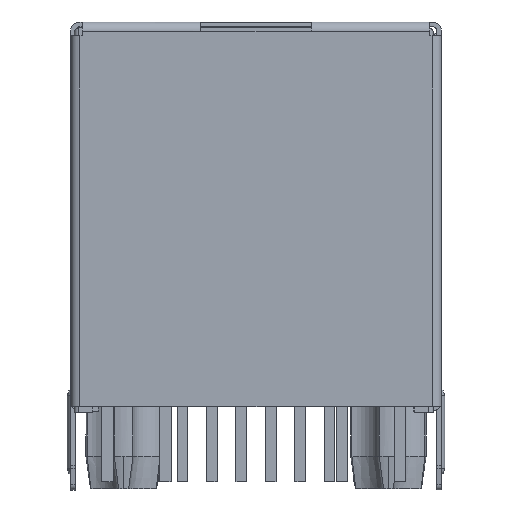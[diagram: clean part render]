
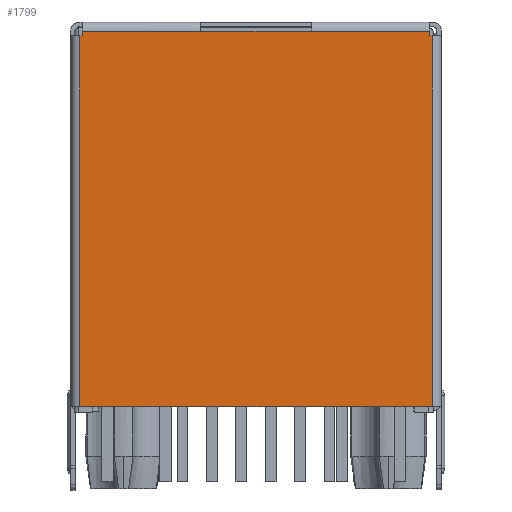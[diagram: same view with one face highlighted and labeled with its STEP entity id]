
A CAD part, front view. The second image highlights one B-rep face of the part: STEP entity #1799.
In plain terms, the highlighted planar face has unit normal (0, -1, 0).
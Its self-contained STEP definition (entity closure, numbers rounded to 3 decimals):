
#143 = VERTEX_POINT('',#144);
#144 = CARTESIAN_POINT('',(11.95,-13.08,16.25
    ));
#177 = VERTEX_POINT('',#178);
#178 = CARTESIAN_POINT('',(11.95,-13.08,16.45)
  );
#187 = EDGE_CURVE('',#143,#177,#188,.T.);
#188 = LINE('',#189,#190);
#189 = CARTESIAN_POINT('',(11.95,-13.08,16.45));
#190 = VECTOR('',#191,1.);
#191 = DIRECTION('',(0.,0.,1.));
#201 = EDGE_CURVE('',#202,#143,#204,.T.);
#202 = VERTEX_POINT('',#203);
#203 = CARTESIAN_POINT('',(12.05,-13.08,16.25
    ));
#204 = LINE('',#205,#206);
#205 = CARTESIAN_POINT('',(12.05,-13.08,16.25));
#206 = VECTOR('',#207,1.);
#207 = DIRECTION('',(-1.,0.,-0.));
#289 = VERTEX_POINT('',#290);
#290 = CARTESIAN_POINT('',(-3.15,-13.08,
    0.25));
#357 = VERTEX_POINT('',#358);
#358 = CARTESIAN_POINT('',(12.05,-13.08,0.25)
  );
#367 = EDGE_CURVE('',#357,#289,#368,.T.);
#368 = LINE('',#369,#370);
#369 = CARTESIAN_POINT('',(12.45,-13.08,0.25));
#370 = VECTOR('',#371,1.);
#371 = DIRECTION('',(-1.,0.,0.));
#417 = VERTEX_POINT('',#418);
#418 = CARTESIAN_POINT('',(-3.15,-13.08,
    16.25));
#427 = EDGE_CURVE('',#417,#428,#430,.T.);
#428 = VERTEX_POINT('',#429);
#429 = CARTESIAN_POINT('',(-3.05,-13.08,16.25
    ));
#430 = LINE('',#431,#432);
#431 = CARTESIAN_POINT('',(-3.55,-13.08,16.25));
#432 = VECTOR('',#433,1.);
#433 = DIRECTION('',(1.,0.,0.));
#468 = VERTEX_POINT('',#469);
#469 = CARTESIAN_POINT('',(-3.05,-13.08,16.45
    ));
#511 = EDGE_CURVE('',#468,#428,#512,.T.);
#512 = LINE('',#513,#514);
#513 = CARTESIAN_POINT('',(-3.05,-13.08,16.25));
#514 = VECTOR('',#515,1.);
#515 = DIRECTION('',(-0.,0.,-1.));
#551 = VERTEX_POINT('',#552);
#552 = CARTESIAN_POINT('',(2.065,-13.08,16.45)
  );
#558 = EDGE_CURVE('',#551,#559,#561,.T.);
#559 = VERTEX_POINT('',#560);
#560 = CARTESIAN_POINT('',(6.835,-13.08,16.45
    ));
#561 = LINE('',#562,#563);
#562 = CARTESIAN_POINT('',(2.065,-13.08,16.45));
#563 = VECTOR('',#564,1.);
#564 = DIRECTION('',(1.,0.,0.));
#1799 = ADVANCED_FACE('',(#1800),#1835,.T.);
#1800 = FACE_BOUND('',#1801,.T.);
#1801 = EDGE_LOOP('',(#1802,#1809,#1810,#1817,#1818,#1819,#1825,#1826,
    #1833,#1834));
#1802 = ORIENTED_EDGE('',*,*,#1803,.T.);
#1803 = EDGE_CURVE('',#177,#559,#1804,.T.);
#1804 = B_SPLINE_CURVE_WITH_KNOTS('',3,(#1805,#1806,#1807,#1808),
  .UNSPECIFIED.,.F.,.F.,(4,4),(0.,1.),.PIECEWISE_BEZIER_KNOTS.);
#1805 = CARTESIAN_POINT('',(11.95,-13.08,16.45
    ));
#1806 = CARTESIAN_POINT('',(10.245,-13.08,
    16.45));
#1807 = CARTESIAN_POINT('',(8.54,-13.08,16.45
    ));
#1808 = CARTESIAN_POINT('',(6.835,-13.08,
    16.45));
#1809 = ORIENTED_EDGE('',*,*,#558,.F.);
#1810 = ORIENTED_EDGE('',*,*,#1811,.T.);
#1811 = EDGE_CURVE('',#551,#468,#1812,.T.);
#1812 = B_SPLINE_CURVE_WITH_KNOTS('',3,(#1813,#1814,#1815,#1816),
  .UNSPECIFIED.,.F.,.F.,(4,4),(0.,1.),.PIECEWISE_BEZIER_KNOTS.);
#1813 = CARTESIAN_POINT('',(2.065,-13.08,16.45)
  );
#1814 = CARTESIAN_POINT('',(0.36,-13.08,16.45));
#1815 = CARTESIAN_POINT('',(-1.345,-13.08,16.45));
#1816 = CARTESIAN_POINT('',(-3.05,-13.08,
    16.45));
#1817 = ORIENTED_EDGE('',*,*,#511,.T.);
#1818 = ORIENTED_EDGE('',*,*,#427,.F.);
#1819 = ORIENTED_EDGE('',*,*,#1820,.T.);
#1820 = EDGE_CURVE('',#417,#289,#1821,.T.);
#1821 = LINE('',#1822,#1823);
#1822 = CARTESIAN_POINT('',(-3.15,-13.08,16.45));
#1823 = VECTOR('',#1824,1.);
#1824 = DIRECTION('',(0.,0.,-1.));
#1825 = ORIENTED_EDGE('',*,*,#367,.F.);
#1826 = ORIENTED_EDGE('',*,*,#1827,.T.);
#1827 = EDGE_CURVE('',#357,#202,#1828,.T.);
#1828 = B_SPLINE_CURVE_WITH_KNOTS('',3,(#1829,#1830,#1831,#1832),
  .UNSPECIFIED.,.F.,.F.,(4,4),(0.,1.),.PIECEWISE_BEZIER_KNOTS.);
#1829 = CARTESIAN_POINT('',(12.05,-13.08,0.25)
  );
#1830 = CARTESIAN_POINT('',(12.05,-13.08,5.583
    ));
#1831 = CARTESIAN_POINT('',(12.05,-13.08,
    10.917));
#1832 = CARTESIAN_POINT('',(12.05,-13.08,
    16.25));
#1833 = ORIENTED_EDGE('',*,*,#201,.T.);
#1834 = ORIENTED_EDGE('',*,*,#187,.T.);
#1835 = PLANE('',#1836);
#1836 = AXIS2_PLACEMENT_3D('',#1837,#1838,#1839);
#1837 = CARTESIAN_POINT('',(12.05,-13.08,16.45));
#1838 = DIRECTION('',(0.,-1.,0.));
#1839 = DIRECTION('',(1.,0.,0.));
